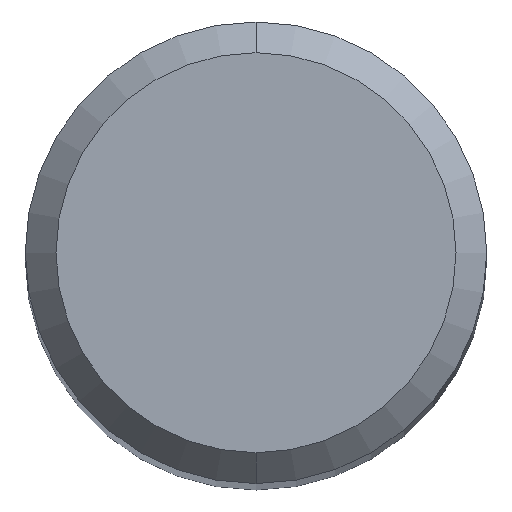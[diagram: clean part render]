
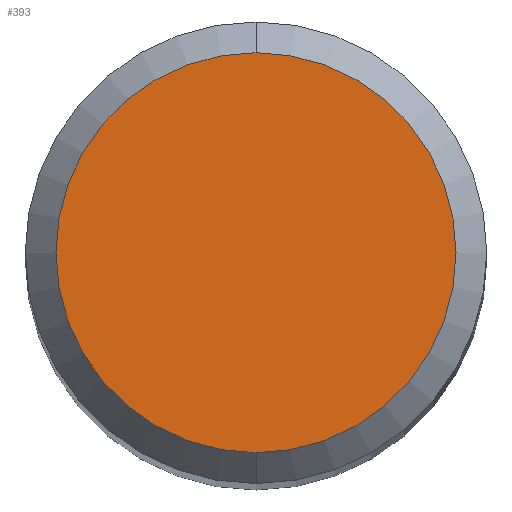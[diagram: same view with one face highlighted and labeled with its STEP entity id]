
A CAD part, top view. The second image highlights one B-rep face of the part: STEP entity #393.
In plain terms, the highlighted planar face has unit normal (0, 0, 1).
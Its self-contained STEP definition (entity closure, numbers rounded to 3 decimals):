
#393=ADVANCED_FACE('',(#975),#976,.T.);
#431=VERTEX_POINT('',#1017);
#473=EDGE_CURVE('',#431,#619,#1062,.T.);
#581=EDGE_CURVE('',#619,#431,#1181,.T.);
#619=VERTEX_POINT('',#1221);
#975=FACE_OUTER_BOUND('',#2439,.T.);
#976=PLANE('',#2440);
#1017=CARTESIAN_POINT('',(0.0,2.6,0.0));
#1062=CIRCLE('',#2695,2.6);
#1181=CIRCLE('',#4295,2.6);
#1221=CARTESIAN_POINT('',(0.,-2.6,0.0));
#2439=EDGE_LOOP('',(#5915,#5916));
#2440=AXIS2_PLACEMENT_3D('',#5917,#5918,#5919);
#2695=AXIS2_PLACEMENT_3D('',#5999,#6000,#6001);
#4295=AXIS2_PLACEMENT_3D('',#6148,#6149,#6150);
#5915=ORIENTED_EDGE('',*,*,#473,.F.);
#5916=ORIENTED_EDGE('',*,*,#581,.F.);
#5917=CARTESIAN_POINT('',(0.0,1.3,0.0));
#5918=DIRECTION('',(-0.0,0.0,1.0));
#5919=DIRECTION('',(0.0,-1.0,0.0));
#5999=CARTESIAN_POINT('',(0.0,0.0,0.0));
#6000=DIRECTION('',(0.0,0.0,-1.0));
#6001=DIRECTION('',(0.0,1.0,0.0));
#6148=CARTESIAN_POINT('',(0.0,0.0,0.0));
#6149=DIRECTION('',(0.0,0.0,-1.0));
#6150=DIRECTION('',(0.0,1.0,0.0));
